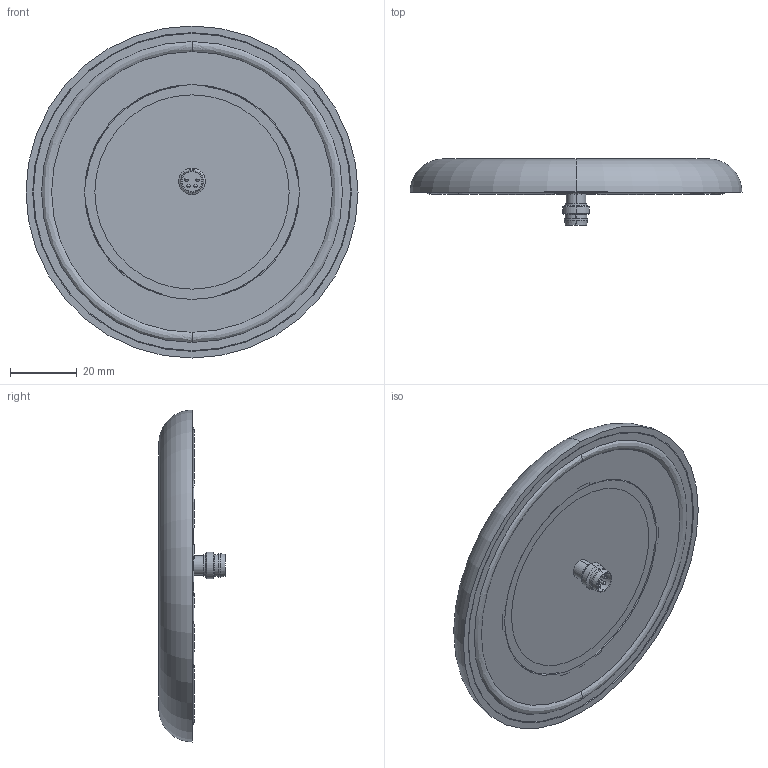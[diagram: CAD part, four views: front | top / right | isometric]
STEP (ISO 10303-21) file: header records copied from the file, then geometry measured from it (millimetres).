
FILE_DESCRIPTION (( 'STEP AP203' ), '1' );
FILE_NAME ('CHT4-25XP-30-TGSR.step', '2020-02-06T12:02:32', ( '' ), ( '' ), 'SwSTEP 2.0', 'SolidWorks 2019', '' );
FILE_SCHEMA (( 'CONFIG_CONTROL_DESIGN' ));
Length unit declared in the file: millimetre
Products named in the file (1): CHT4-25XP-30-TGSR
Bounding box: 99.8 x 19.9 x 99.8 mm (x, y, z)
Volume: 28698.6 mm3; surface area: 41184.4 mm2
Topology: 13 solids, 13 shells, 102 faces, 220 edges, 136 vertices
Faces by surface type: cylinder 32, plane 30, bspline 24, cone 10, torus 6
Entity records: 3187 total; most frequent: CARTESIAN_POINT 923, DIRECTION 488, ORIENTED_EDGE 424, AXIS2_PLACEMENT_3D 213, EDGE_CURVE 212, VERTEX_POINT 136, CIRCLE 134, EDGE_LOOP 114
